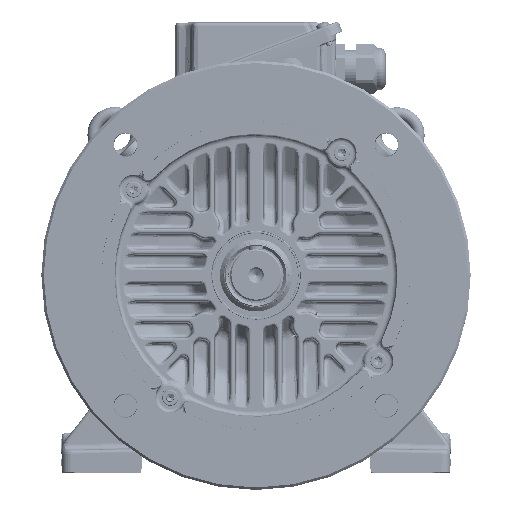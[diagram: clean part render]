
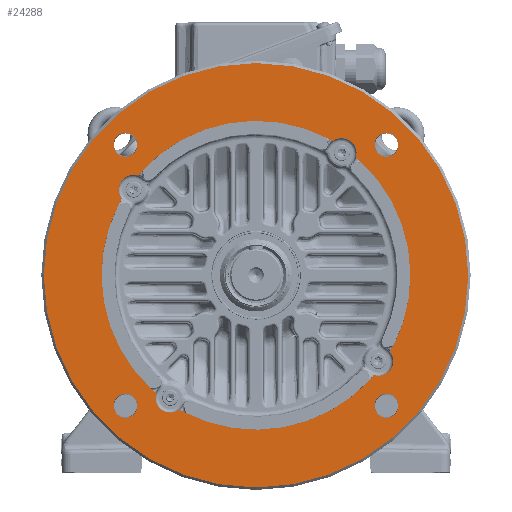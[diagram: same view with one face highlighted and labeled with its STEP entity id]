
A CAD part, top view. The second image highlights one B-rep face of the part: STEP entity #24288.
In plain terms, the highlighted planar face has unit normal (0, 0, 1).
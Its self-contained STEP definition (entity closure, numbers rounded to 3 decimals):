
#15490=PLANE('',#128761);
#18167=FACE_BOUND('',#40991,.T.);
#18168=FACE_BOUND('',#40992,.T.);
#18169=FACE_BOUND('',#40993,.T.);
#18170=FACE_BOUND('',#40994,.T.);
#18171=FACE_BOUND('',#40995,.T.);
#18172=FACE_BOUND('',#40996,.T.);
#24288=ADVANCED_FACE('',(#18167,#18168,#18169,#18170,#18171,#18172),#15490,
 .T.);
#40991=EDGE_LOOP('',(#74611));
#40992=EDGE_LOOP('',(#74612,#74613,#74614,#74615,#74616,#74617,#74618,#74619,
#74620,#74621,#74622,#74623));
#40993=EDGE_LOOP('',(#74624));
#40994=EDGE_LOOP('',(#74625));
#40995=EDGE_LOOP('',(#74626));
#40996=EDGE_LOOP('',(#74627));
#74611=ORIENTED_EDGE('',*,*,#108863,.F.);
#74612=ORIENTED_EDGE('',*,*,#108864,.T.);
#74613=ORIENTED_EDGE('',*,*,#108865,.F.);
#74614=ORIENTED_EDGE('',*,*,#108866,.F.);
#74615=ORIENTED_EDGE('',*,*,#108835,.T.);
#74616=ORIENTED_EDGE('',*,*,#108867,.F.);
#74617=ORIENTED_EDGE('',*,*,#108868,.F.);
#74618=ORIENTED_EDGE('',*,*,#108817,.T.);
#74619=ORIENTED_EDGE('',*,*,#108869,.F.);
#74620=ORIENTED_EDGE('',*,*,#108870,.F.);
#74621=ORIENTED_EDGE('',*,*,#108853,.T.);
#74622=ORIENTED_EDGE('',*,*,#108871,.F.);
#74623=ORIENTED_EDGE('',*,*,#108872,.F.);
#74624=ORIENTED_EDGE('',*,*,#108873,.T.);
#74625=ORIENTED_EDGE('',*,*,#108874,.T.);
#74626=ORIENTED_EDGE('',*,*,#108875,.T.);
#74627=ORIENTED_EDGE('',*,*,#108876,.T.);
#91185=VERTEX_POINT('',#278298);
#91186=VERTEX_POINT('',#278299);
#91201=VERTEX_POINT('',#278424);
#91202=VERTEX_POINT('',#278425);
#91217=VERTEX_POINT('',#278565);
#91218=VERTEX_POINT('',#278566);
#91227=VERTEX_POINT('',#278649);
#91228=VERTEX_POINT('',#278651);
#91229=VERTEX_POINT('',#278652);
#91230=VERTEX_POINT('',#278654);
#91231=VERTEX_POINT('',#278657);
#91232=VERTEX_POINT('',#278660);
#91233=VERTEX_POINT('',#278663);
#91234=VERTEX_POINT('',#278666);
#91235=VERTEX_POINT('',#278668);
#91236=VERTEX_POINT('',#278670);
#91237=VERTEX_POINT('',#278672);
#108817=EDGE_CURVE('',#91185,#91186,#117945,.T.);
#108835=EDGE_CURVE('',#91201,#91202,#117950,.T.);
#108853=EDGE_CURVE('',#91217,#91218,#117954,.T.);
#108863=EDGE_CURVE('',#91227,#91227,#117958,.T.);
#108864=EDGE_CURVE('',#91228,#91229,#117959,.T.);
#108865=EDGE_CURVE('',#91230,#91229,#117960,.T.);
#108866=EDGE_CURVE('',#91201,#91230,#117961,.T.);
#108867=EDGE_CURVE('',#91231,#91202,#117962,.T.);
#108868=EDGE_CURVE('',#91185,#91231,#117963,.T.);
#108869=EDGE_CURVE('',#91232,#91186,#117964,.T.);
#108870=EDGE_CURVE('',#91217,#91232,#117965,.T.);
#108871=EDGE_CURVE('',#91233,#91218,#117966,.T.);
#108872=EDGE_CURVE('',#91228,#91233,#117967,.T.);
#108873=EDGE_CURVE('',#91234,#91234,#117968,.T.);
#108874=EDGE_CURVE('',#91235,#91235,#117969,.T.);
#108875=EDGE_CURVE('',#91236,#91236,#117970,.T.);
#108876=EDGE_CURVE('',#91237,#91237,#117971,.T.);
#117945=CIRCLE('',#128729,125.5);
#117950=CIRCLE('',#128736,125.5);
#117954=CIRCLE('',#128742,125.5);
#117958=CIRCLE('',#128747,172.5);
#117959=CIRCLE('',#128748,125.5);
#117960=CIRCLE('',#128749,12.038);
#117961=CIRCLE('',#128750,12.038);
#117962=CIRCLE('',#128751,12.038);
#117963=CIRCLE('',#128752,12.038);
#117964=CIRCLE('',#128753,12.038);
#117965=CIRCLE('',#128754,12.038);
#117966=CIRCLE('',#128755,12.038);
#117967=CIRCLE('',#128756,12.038);
#117968=CIRCLE('',#128757,9.739);
#117969=CIRCLE('',#128758,9.739);
#117970=CIRCLE('',#128759,9.739);
#117971=CIRCLE('',#128760,9.739);
#128729=AXIS2_PLACEMENT_3D('',#278297,#154220,#154221);
#128736=AXIS2_PLACEMENT_3D('',#278423,#154234,#154235);
#128742=AXIS2_PLACEMENT_3D('',#278564,#154246,#154247);
#128747=AXIS2_PLACEMENT_3D('',#278648,#154256,#154257);
#128748=AXIS2_PLACEMENT_3D('',#278650,#154258,#154259);
#128749=AXIS2_PLACEMENT_3D('',#278653,#154260,#154261);
#128750=AXIS2_PLACEMENT_3D('',#278655,#154262,#154263);
#128751=AXIS2_PLACEMENT_3D('',#278656,#154264,#154265);
#128752=AXIS2_PLACEMENT_3D('',#278658,#154266,#154267);
#128753=AXIS2_PLACEMENT_3D('',#278659,#154268,#154269);
#128754=AXIS2_PLACEMENT_3D('',#278661,#154270,#154271);
#128755=AXIS2_PLACEMENT_3D('',#278662,#154272,#154273);
#128756=AXIS2_PLACEMENT_3D('',#278664,#154274,#154275);
#128757=AXIS2_PLACEMENT_3D('',#278665,#154276,#154277);
#128758=AXIS2_PLACEMENT_3D('',#278667,#154278,#154279);
#128759=AXIS2_PLACEMENT_3D('',#278669,#154280,#154281);
#128760=AXIS2_PLACEMENT_3D('',#278671,#154282,#154283);
#128761=AXIS2_PLACEMENT_3D('',#278673,#154284,#154285);
#154220=DIRECTION('',(0.,0.,-1.));
#154221=DIRECTION('',(1.,0.,0.));
#154234=DIRECTION('',(0.,0.,-1.));
#154235=DIRECTION('',(1.,0.,0.));
#154246=DIRECTION('',(0.,0.,-1.));
#154247=DIRECTION('',(1.,0.,0.));
#154256=DIRECTION('',(0.,0.,-1.));
#154257=DIRECTION('',(1.,0.,0.));
#154258=DIRECTION('',(0.,0.,-1.));
#154259=DIRECTION('',(1.,0.,0.));
#154260=DIRECTION('',(0.,0.,1.));
#154261=DIRECTION('',(-1.,0.,0.));
#154262=DIRECTION('',(0.,0.,1.));
#154263=DIRECTION('',(-1.,0.,0.));
#154264=DIRECTION('',(0.,0.,1.));
#154265=DIRECTION('',(-1.,0.,0.));
#154266=DIRECTION('',(0.,0.,1.));
#154267=DIRECTION('',(-1.,0.,0.));
#154268=DIRECTION('',(0.,0.,1.));
#154269=DIRECTION('',(-1.,0.,0.));
#154270=DIRECTION('',(0.,0.,1.));
#154271=DIRECTION('',(-1.,0.,0.));
#154272=DIRECTION('',(0.,0.,1.));
#154273=DIRECTION('',(-1.,0.,0.));
#154274=DIRECTION('',(0.,0.,1.));
#154275=DIRECTION('',(-1.,0.,0.));
#154276=DIRECTION('',(0.,0.,-1.));
#154277=DIRECTION('',(1.,0.,0.));
#154278=DIRECTION('',(0.,0.,-1.));
#154279=DIRECTION('',(1.,0.,0.));
#154280=DIRECTION('',(0.,0.,-1.));
#154281=DIRECTION('',(1.,0.,0.));
#154282=DIRECTION('',(0.,0.,-1.));
#154283=DIRECTION('',(1.,0.,0.));
#154284=DIRECTION('',(0.,0.,1.));
#154285=DIRECTION('',(1.,0.,0.));
#278297=CARTESIAN_POINT('',(0.,0.,1.));
#278298=CARTESIAN_POINT('',(-95.757,81.122,1.));
#278299=CARTESIAN_POINT('',(62.237,108.981,1.));
#278423=CARTESIAN_POINT('',(0.,0.,1.));
#278424=CARTESIAN_POINT('',(-81.122,-95.757,1.));
#278425=CARTESIAN_POINT('',(-108.981,62.237,1.));
#278564=CARTESIAN_POINT('',(0.,0.,1.));
#278565=CARTESIAN_POINT('',(81.122,95.757,1.));
#278566=CARTESIAN_POINT('',(108.981,-62.237,1.));
#278648=CARTESIAN_POINT('',(0.,0.,1.));
#278649=CARTESIAN_POINT('',(172.5,0.,1.));
#278650=CARTESIAN_POINT('',(0.,0.,1.));
#278651=CARTESIAN_POINT('',(95.757,-81.122,1.));
#278652=CARTESIAN_POINT('',(-62.237,-108.981,1.));
#278653=CARTESIAN_POINT('',(-69.69,-99.527,1.));
#278654=CARTESIAN_POINT('',(-76.595,-109.388,1.));
#278655=CARTESIAN_POINT('',(-69.69,-99.527,1.));
#278656=CARTESIAN_POINT('',(-99.527,69.69,1.));
#278657=CARTESIAN_POINT('',(-109.388,76.595,1.));
#278658=CARTESIAN_POINT('',(-99.527,69.69,1.));
#278659=CARTESIAN_POINT('',(69.69,99.527,1.));
#278660=CARTESIAN_POINT('',(76.595,109.388,1.));
#278661=CARTESIAN_POINT('',(69.69,99.527,1.));
#278662=CARTESIAN_POINT('',(99.527,-69.69,1.));
#278663=CARTESIAN_POINT('',(109.388,-76.595,1.));
#278664=CARTESIAN_POINT('',(99.527,-69.69,1.));
#278665=CARTESIAN_POINT('',(106.066,106.066,1.));
#278666=CARTESIAN_POINT('',(115.805,106.066,1.));
#278667=CARTESIAN_POINT('',(106.066,-106.066,1.));
#278668=CARTESIAN_POINT('',(115.805,-106.066,1.));
#278669=CARTESIAN_POINT('',(-106.066,-106.066,1.));
#278670=CARTESIAN_POINT('',(-96.327,-106.066,1.));
#278671=CARTESIAN_POINT('',(-106.066,106.066,1.));
#278672=CARTESIAN_POINT('',(-96.327,106.066,1.));
#278673=CARTESIAN_POINT('',(0.,125.5,1.));
